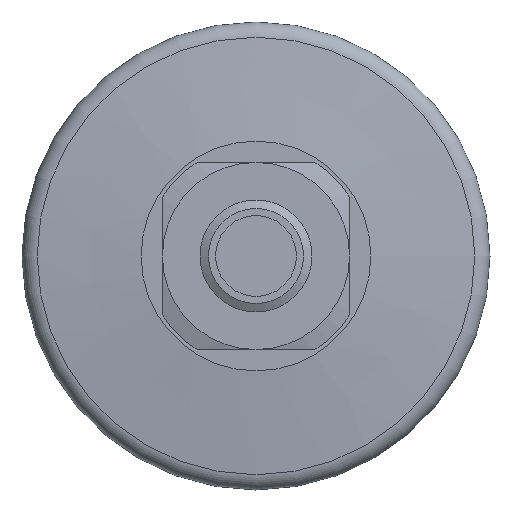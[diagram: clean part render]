
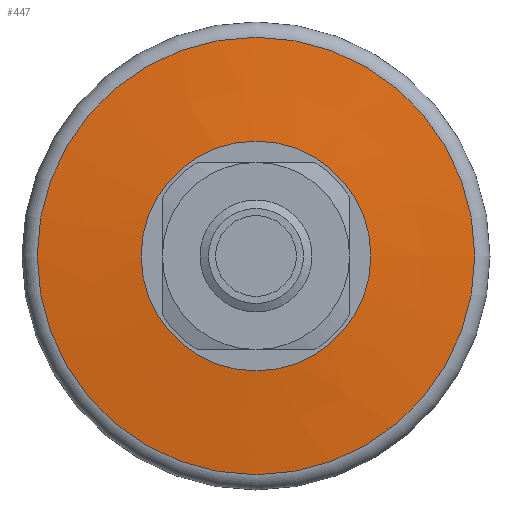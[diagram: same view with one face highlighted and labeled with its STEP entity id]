
A CAD part, front view. The second image highlights one B-rep face of the part: STEP entity #447.
In plain terms, the highlighted conical face has half-angle 84 degrees and reference radius 19.605 mm.
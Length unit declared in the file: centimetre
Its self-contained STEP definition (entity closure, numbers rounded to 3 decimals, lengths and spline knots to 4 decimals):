
#33=FACE_BOUND('',#160,.T.);
#83=CONICAL_SURFACE('',#508,1.9605,84.);
#113=FACE_OUTER_BOUND('',#159,.T.);
#159=EDGE_LOOP('',(#365));
#160=EDGE_LOOP('',(#366));
#190=CIRCLE('',#507,2.5709);
#191=CIRCLE('',#509,1.35);
#227=VERTEX_POINT('',#773);
#228=VERTEX_POINT('',#776);
#276=EDGE_CURVE('',#227,#227,#190,.T.);
#277=EDGE_CURVE('',#228,#228,#191,.T.);
#365=ORIENTED_EDGE('',*,*,#277,.F.);
#366=ORIENTED_EDGE('',*,*,#276,.T.);
#447=ADVANCED_FACE('',(#113,#33),#83,.T.);
#507=AXIS2_PLACEMENT_3D('',#774,#637,#638);
#508=AXIS2_PLACEMENT_3D('',#775,#639,#640);
#509=AXIS2_PLACEMENT_3D('',#777,#641,#642);
#637=DIRECTION('center_axis',(0.,-1.,0.));
#638=DIRECTION('ref_axis',(1.,0.,0.));
#639=DIRECTION('center_axis',(0.,1.,0.));
#640=DIRECTION('ref_axis',(1.,0.,0.));
#641=DIRECTION('center_axis',(0.,-1.,0.));
#642=DIRECTION('ref_axis',(1.,0.,0.));
#773=CARTESIAN_POINT('',(2.5709,0.1283,0.));
#774=CARTESIAN_POINT('Origin',(0.,0.1283,0.));
#775=CARTESIAN_POINT('Origin',(0.,0.0642,0.));
#776=CARTESIAN_POINT('',(1.35,0.,0.));
#777=CARTESIAN_POINT('Origin',(0.,0.,0.));
